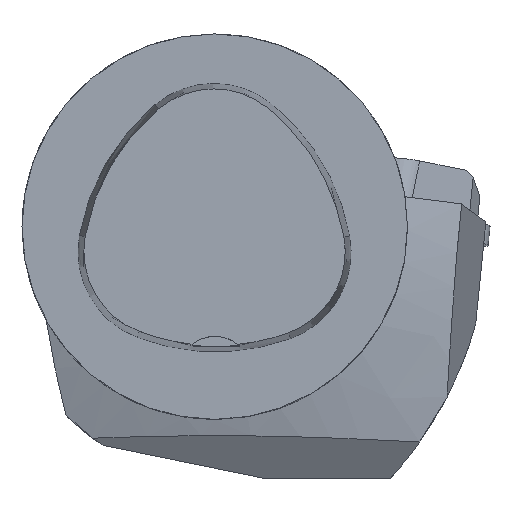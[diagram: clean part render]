
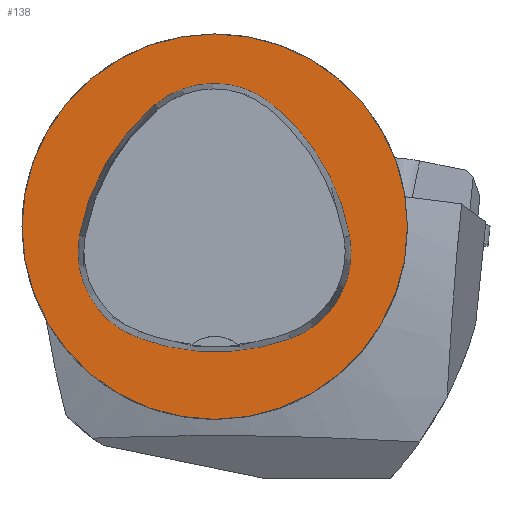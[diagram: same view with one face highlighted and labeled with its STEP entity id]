
A CAD part, top view. The second image highlights one B-rep face of the part: STEP entity #138.
In plain terms, the highlighted face is planar.
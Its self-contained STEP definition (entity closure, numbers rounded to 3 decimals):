
#129=FACE_BOUND('',#333,.T.);
#130=FACE_BOUND('',#334,.T.);
#138=ADVANCED_FACE('',(#129,#130),#213,.T.);
#213=PLANE('',#1509);
#333=EDGE_LOOP('',(#517));
#334=EDGE_LOOP('',(#518,#519,#520,#521,#522,#523));
#442=CIRCLE('',#1502,31.5);
#443=CIRCLE('',#1503,36.);
#444=CIRCLE('',#1504,15.);
#445=CIRCLE('',#1505,36.);
#446=CIRCLE('',#1506,15.);
#447=CIRCLE('',#1507,36.);
#448=CIRCLE('',#1508,15.);
#517=ORIENTED_EDGE('',*,*,#1025,.T.);
#518=ORIENTED_EDGE('',*,*,#1026,.F.);
#519=ORIENTED_EDGE('',*,*,#1027,.F.);
#520=ORIENTED_EDGE('',*,*,#1028,.F.);
#521=ORIENTED_EDGE('',*,*,#1029,.F.);
#522=ORIENTED_EDGE('',*,*,#1030,.F.);
#523=ORIENTED_EDGE('',*,*,#1031,.F.);
#899=VERTEX_POINT('',#2155);
#900=VERTEX_POINT('',#2157);
#901=VERTEX_POINT('',#2158);
#902=VERTEX_POINT('',#2160);
#903=VERTEX_POINT('',#2162);
#904=VERTEX_POINT('',#2164);
#905=VERTEX_POINT('',#2166);
#1025=EDGE_CURVE('',#899,#899,#442,.T.);
#1026=EDGE_CURVE('',#900,#901,#443,.T.);
#1027=EDGE_CURVE('',#902,#900,#444,.T.);
#1028=EDGE_CURVE('',#903,#902,#445,.T.);
#1029=EDGE_CURVE('',#904,#903,#446,.T.);
#1030=EDGE_CURVE('',#905,#904,#447,.T.);
#1031=EDGE_CURVE('',#901,#905,#448,.T.);
#1502=AXIS2_PLACEMENT_3D('',#2154,#1670,#1671);
#1503=AXIS2_PLACEMENT_3D('',#2156,#1672,#1673);
#1504=AXIS2_PLACEMENT_3D('',#2159,#1674,#1675);
#1505=AXIS2_PLACEMENT_3D('',#2161,#1676,#1677);
#1506=AXIS2_PLACEMENT_3D('',#2163,#1678,#1679);
#1507=AXIS2_PLACEMENT_3D('',#2165,#1680,#1681);
#1508=AXIS2_PLACEMENT_3D('',#2167,#1682,#1683);
#1509=AXIS2_PLACEMENT_3D('',#2168,#1684,#1685);
#1670=DIRECTION('',(0.,1.,0.));
#1671=DIRECTION('',(0.,0.,-1.));
#1672=DIRECTION('',(0.,1.,0.));
#1673=DIRECTION('',(-1.,0.,0.));
#1674=DIRECTION('',(0.,1.,0.));
#1675=DIRECTION('',(-1.,0.,0.));
#1676=DIRECTION('',(0.,1.,0.));
#1677=DIRECTION('',(-1.,0.,0.));
#1678=DIRECTION('',(0.,1.,0.));
#1679=DIRECTION('',(-1.,0.,0.));
#1680=DIRECTION('',(0.,1.,0.));
#1681=DIRECTION('',(-1.,0.,0.));
#1682=DIRECTION('',(0.,1.,0.));
#1683=DIRECTION('',(-1.,0.,0.));
#1684=DIRECTION('',(0.,1.,0.));
#1685=DIRECTION('',(0.,0.,1.));
#2154=CARTESIAN_POINT('',(-42.19,65.,0.05));
#2155=CARTESIAN_POINT('',(-42.19,65.,-31.45));
#2156=CARTESIAN_POINT('',(-42.327,65.,15.6));
#2157=CARTESIAN_POINT('',(-29.497,65.,-18.037));
#2158=CARTESIAN_POINT('',(-54.563,65.,-18.257));
#2159=CARTESIAN_POINT('',(-34.843,65.,-4.021));
#2160=CARTESIAN_POINT('',(-20.068,65.,-1.43));
#2161=CARTESIAN_POINT('',(-55.527,65.,-7.65));
#2162=CARTESIAN_POINT('',(-32.411,65.,19.948));
#2163=CARTESIAN_POINT('',(-42.042,65.,8.449));
#2164=CARTESIAN_POINT('',(-51.507,65.,20.086));
#2165=CARTESIAN_POINT('',(-28.792,65.,-7.843));
#2166=CARTESIAN_POINT('',(-64.231,65.,-1.512));
#2167=CARTESIAN_POINT('',(-49.465,65.,-4.15));
#2168=CARTESIAN_POINT('',(-73.69,65.,0.05));
